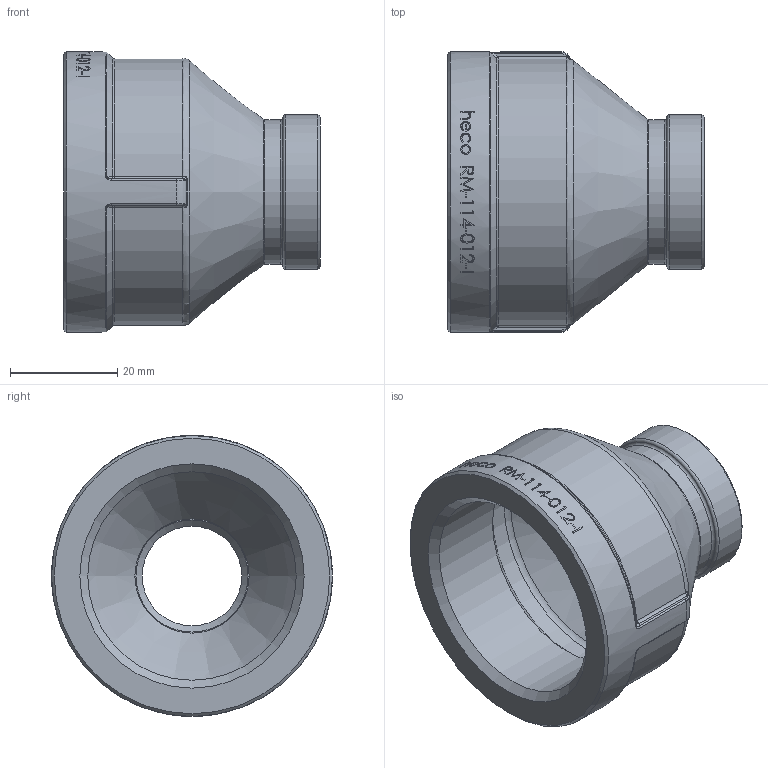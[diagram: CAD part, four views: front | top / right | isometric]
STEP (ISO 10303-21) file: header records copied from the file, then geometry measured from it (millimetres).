
FILE_DESCRIPTION (( 'STEP AP214' ), '1' );
FILE_NAME ('heco_RM-114-012-I Reduziermuffe 2305.STEP', '2023-05-10T08:18:36', ( '' ), ( '' ), 'SwSTEP 2.0', 'SolidWorks 2019', '' );
FILE_SCHEMA (( 'AUTOMOTIVE_DESIGN' ));
Length unit declared in the file: millimetre
Products named in the file (1): heco_RM-114-012-I Reduziermuffe 2305
Bounding box: 48 x 52.5 x 52.5 mm (x, y, z)
Volume: 26692.5 mm3; surface area: 13825.8 mm2
Topology: 1 solids, 1 shells, 242 faces, 608 edges, 391 vertices
Faces by surface type: plane 98, bspline 79, cylinder 37, torus 14, cone 10, sphere 4
Full cylindrical faces by diameter (mm): 18.631 x1, 27 x1, 29 x1, 38.952 x1, 44.4 x1, 52.5 x1
Entity records: 12492 total; most frequent: CARTESIAN_POINT 5572, ORIENTED_EDGE 1162, DIRECTION 839, EDGE_CURVE 581, VERTEX_POINT 384, AXIS2_PLACEMENT_3D 311, EDGE_LOOP 285, FACE_OUTER_BOUND 252
